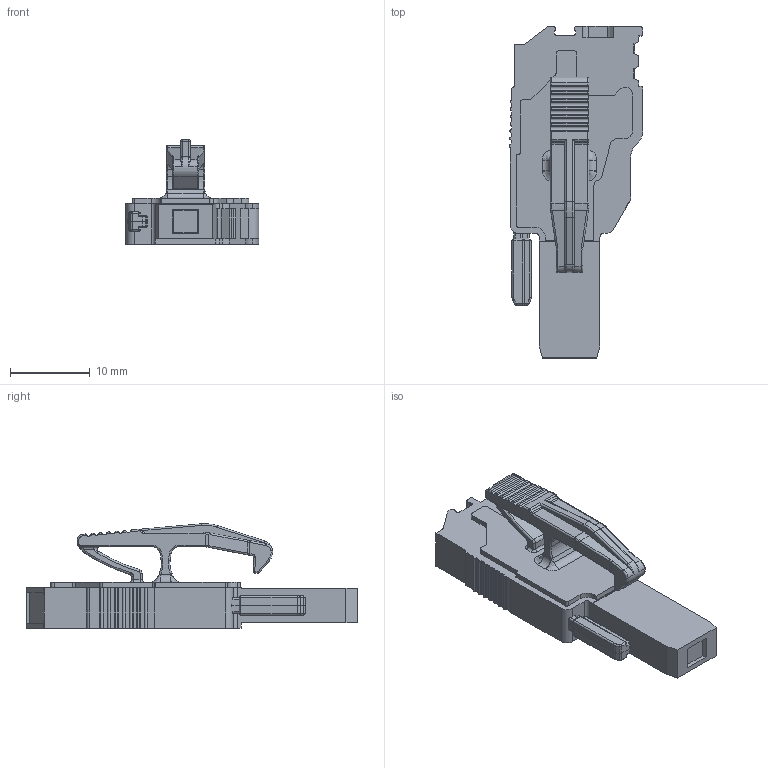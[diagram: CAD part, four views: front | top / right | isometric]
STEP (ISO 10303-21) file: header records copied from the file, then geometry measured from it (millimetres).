
FILE_DESCRIPTION((''),'2;1');
FILE_NAME('ZAPST25_V_1A_LI_MIT_ZST_3D_VOL','2014-08-14T',('Frank Ludolph'),(''),'PRO/ENGINEER BY PARAMETRIC TECHNOLOGY CORPORATION, 2013130','PRO/ENGINEER BY PARAMETRIC TECHNOLOGY CORPORATION, 2013130','');
FILE_SCHEMA(('CONFIG_CONTROL_DESIGN'));
Length unit declared in the file: millimetre
Products named in the file (1): ZAPST25_V_1A_LI_MIT_ZST_3D_VOL
Bounding box: 16.69 x 41.5 x 13.08 mm (x, y, z)
Volume: 2796.7 mm3; surface area: 2265.9 mm2
Topology: 1 solids, 1 shells, 494 faces, 1289 edges, 798 vertices
Faces by surface type: cylinder 204, plane 187, torus 44, bspline 38, sphere 12, cone 9
Entity records: 16155 total; most frequent: CARTESIAN_POINT 4080, ORIENTED_EDGE 2578, DIRECTION 2514, EDGE_CURVE 1289, AXIS2_PLACEMENT_3D 903, VERTEX_POINT 798, VECTOR 708, LINE 708
